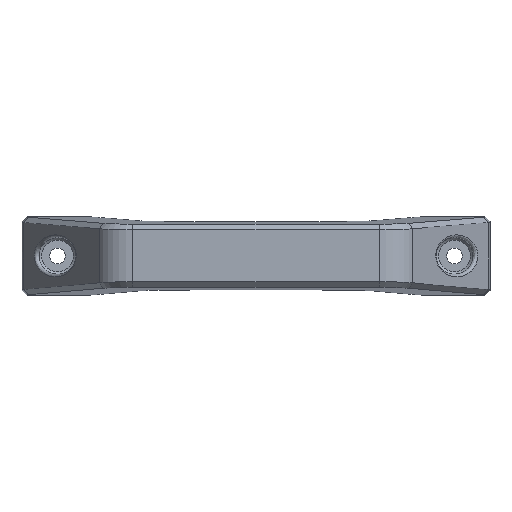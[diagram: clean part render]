
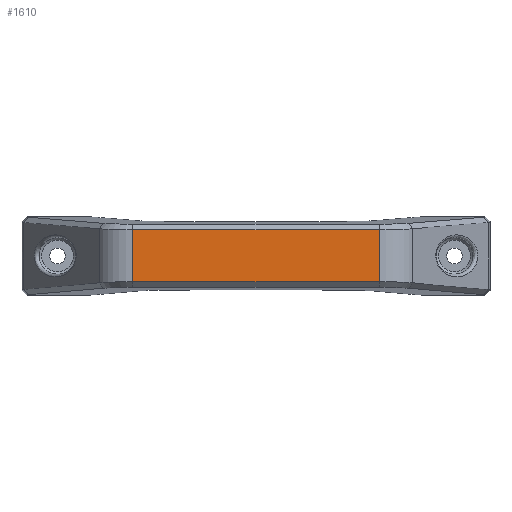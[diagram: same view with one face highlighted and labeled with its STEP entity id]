
A CAD part, top view. The second image highlights one B-rep face of the part: STEP entity #1610.
In plain terms, the highlighted planar face has unit normal (0, 0, 1).
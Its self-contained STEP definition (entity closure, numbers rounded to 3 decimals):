
#44 = CYLINDRICAL_SURFACE('',#45,15.);
#45 = AXIS2_PLACEMENT_3D('',#46,#47,#48);
#46 = CARTESIAN_POINT('',(46.942,15.,44.));
#47 = DIRECTION('',(0.,1.,0.));
#48 = DIRECTION('',(1.,0.,0.));
#775 = VERTEX_POINT('',#776);
#776 = CARTESIAN_POINT('',(46.942,-9.908,59.));
#820 = EDGE_CURVE('',#821,#775,#823,.T.);
#821 = VERTEX_POINT('',#822);
#822 = CARTESIAN_POINT('',(46.942,9.908,59.));
#823 = SURFACE_CURVE('',#824,(#828,#835),.PCURVE_S1.);
#824 = LINE('',#825,#826);
#825 = CARTESIAN_POINT('',(46.942,15.,59.));
#826 = VECTOR('',#827,1.);
#827 = DIRECTION('',(0.,-1.,0.));
#828 = PCURVE('',#44,#829);
#829 = DEFINITIONAL_REPRESENTATION('',(#830),#834);
#830 = LINE('',#831,#832);
#831 = CARTESIAN_POINT('',(-1.571,0.));
#832 = VECTOR('',#833,1.);
#833 = DIRECTION('',(-0.,-1.));
#834 = ( GEOMETRIC_REPRESENTATION_CONTEXT(2) 
PARAMETRIC_REPRESENTATION_CONTEXT() REPRESENTATION_CONTEXT('2D SPACE',''
  ) );
#835 = PCURVE('',#836,#841);
#836 = PLANE('',#837);
#837 = AXIS2_PLACEMENT_3D('',#838,#839,#840);
#838 = CARTESIAN_POINT('',(0.,0.,59.));
#839 = DIRECTION('',(0.,0.,1.));
#840 = DIRECTION('',(0.,-1.,0.));
#841 = DEFINITIONAL_REPRESENTATION('',(#842),#846);
#842 = LINE('',#843,#844);
#843 = CARTESIAN_POINT('',(-15.,46.942));
#844 = VECTOR('',#845,1.);
#845 = DIRECTION('',(1.,0.));
#846 = ( GEOMETRIC_REPRESENTATION_CONTEXT(2) 
PARAMETRIC_REPRESENTATION_CONTEXT() REPRESENTATION_CONTEXT('2D SPACE',''
  ) );
#1510 = PLANE('',#1511);
#1511 = AXIS2_PLACEMENT_3D('',#1512,#1513,#1514);
#1512 = CARTESIAN_POINT('',(46.942,10.96,
    58.001));
#1513 = DIRECTION('',(0.,0.688,0.725)
  );
#1514 = DIRECTION('',(-1.,0.,0.));
#1568 = PLANE('',#1569);
#1569 = AXIS2_PLACEMENT_3D('',#1570,#1571,#1572);
#1570 = CARTESIAN_POINT('',(-46.942,-10.96,
    58.001));
#1571 = DIRECTION('',(0.,-0.688,0.725
    ));
#1572 = DIRECTION('',(1.,0.,0.));
#1610 = ADVANCED_FACE('',(#1611),#836,.T.);
#1611 = FACE_BOUND('',#1612,.T.);
#1612 = EDGE_LOOP('',(#1613,#1614,#1637,#1665));
#1613 = ORIENTED_EDGE('',*,*,#820,.F.);
#1614 = ORIENTED_EDGE('',*,*,#1615,.T.);
#1615 = EDGE_CURVE('',#821,#1616,#1618,.T.);
#1616 = VERTEX_POINT('',#1617);
#1617 = CARTESIAN_POINT('',(-46.942,9.908,59.));
#1618 = SURFACE_CURVE('',#1619,(#1623,#1630),.PCURVE_S1.);
#1619 = LINE('',#1620,#1621);
#1620 = CARTESIAN_POINT('',(46.942,9.908,59.));
#1621 = VECTOR('',#1622,1.);
#1622 = DIRECTION('',(-1.,0.,0.));
#1623 = PCURVE('',#836,#1624);
#1624 = DEFINITIONAL_REPRESENTATION('',(#1625),#1629);
#1625 = LINE('',#1626,#1627);
#1626 = CARTESIAN_POINT('',(-9.908,46.942));
#1627 = VECTOR('',#1628,1.);
#1628 = DIRECTION('',(0.,-1.));
#1629 = ( GEOMETRIC_REPRESENTATION_CONTEXT(2) 
PARAMETRIC_REPRESENTATION_CONTEXT() REPRESENTATION_CONTEXT('2D SPACE',''
  ) );
#1630 = PCURVE('',#1510,#1631);
#1631 = DEFINITIONAL_REPRESENTATION('',(#1632),#1636);
#1632 = LINE('',#1633,#1634);
#1633 = CARTESIAN_POINT('',(0.,1.451));
#1634 = VECTOR('',#1635,1.);
#1635 = DIRECTION('',(1.,0.));
#1636 = ( GEOMETRIC_REPRESENTATION_CONTEXT(2) 
PARAMETRIC_REPRESENTATION_CONTEXT() REPRESENTATION_CONTEXT('2D SPACE',''
  ) );
#1637 = ORIENTED_EDGE('',*,*,#1638,.T.);
#1638 = EDGE_CURVE('',#1616,#1639,#1641,.T.);
#1639 = VERTEX_POINT('',#1640);
#1640 = CARTESIAN_POINT('',(-46.942,-9.908,59.));
#1641 = SURFACE_CURVE('',#1642,(#1646,#1653),.PCURVE_S1.);
#1642 = LINE('',#1643,#1644);
#1643 = CARTESIAN_POINT('',(-46.942,15.,59.));
#1644 = VECTOR('',#1645,1.);
#1645 = DIRECTION('',(0.,-1.,0.));
#1646 = PCURVE('',#836,#1647);
#1647 = DEFINITIONAL_REPRESENTATION('',(#1648),#1652);
#1648 = LINE('',#1649,#1650);
#1649 = CARTESIAN_POINT('',(-15.,-46.942));
#1650 = VECTOR('',#1651,1.);
#1651 = DIRECTION('',(1.,0.));
#1652 = ( GEOMETRIC_REPRESENTATION_CONTEXT(2) 
PARAMETRIC_REPRESENTATION_CONTEXT() REPRESENTATION_CONTEXT('2D SPACE',''
  ) );
#1653 = PCURVE('',#1654,#1659);
#1654 = CYLINDRICAL_SURFACE('',#1655,15.);
#1655 = AXIS2_PLACEMENT_3D('',#1656,#1657,#1658);
#1656 = CARTESIAN_POINT('',(-46.942,15.,44.));
#1657 = DIRECTION('',(0.,1.,0.));
#1658 = DIRECTION('',(-1.,0.,0.));
#1659 = DEFINITIONAL_REPRESENTATION('',(#1660),#1664);
#1660 = LINE('',#1661,#1662);
#1661 = CARTESIAN_POINT('',(1.571,0.));
#1662 = VECTOR('',#1663,1.);
#1663 = DIRECTION('',(0.,-1.));
#1664 = ( GEOMETRIC_REPRESENTATION_CONTEXT(2) 
PARAMETRIC_REPRESENTATION_CONTEXT() REPRESENTATION_CONTEXT('2D SPACE',''
  ) );
#1665 = ORIENTED_EDGE('',*,*,#1666,.T.);
#1666 = EDGE_CURVE('',#1639,#775,#1667,.T.);
#1667 = SURFACE_CURVE('',#1668,(#1672,#1679),.PCURVE_S1.);
#1668 = LINE('',#1669,#1670);
#1669 = CARTESIAN_POINT('',(-46.942,-9.908,59.));
#1670 = VECTOR('',#1671,1.);
#1671 = DIRECTION('',(1.,0.,0.));
#1672 = PCURVE('',#836,#1673);
#1673 = DEFINITIONAL_REPRESENTATION('',(#1674),#1678);
#1674 = LINE('',#1675,#1676);
#1675 = CARTESIAN_POINT('',(9.908,-46.942));
#1676 = VECTOR('',#1677,1.);
#1677 = DIRECTION('',(0.,1.));
#1678 = ( GEOMETRIC_REPRESENTATION_CONTEXT(2) 
PARAMETRIC_REPRESENTATION_CONTEXT() REPRESENTATION_CONTEXT('2D SPACE',''
  ) );
#1679 = PCURVE('',#1568,#1680);
#1680 = DEFINITIONAL_REPRESENTATION('',(#1681),#1685);
#1681 = LINE('',#1682,#1683);
#1682 = CARTESIAN_POINT('',(0.,1.451));
#1683 = VECTOR('',#1684,1.);
#1684 = DIRECTION('',(1.,0.));
#1685 = ( GEOMETRIC_REPRESENTATION_CONTEXT(2) 
PARAMETRIC_REPRESENTATION_CONTEXT() REPRESENTATION_CONTEXT('2D SPACE',''
  ) );
